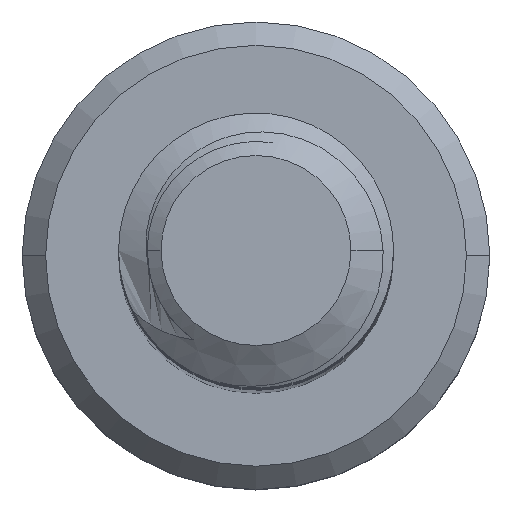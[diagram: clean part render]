
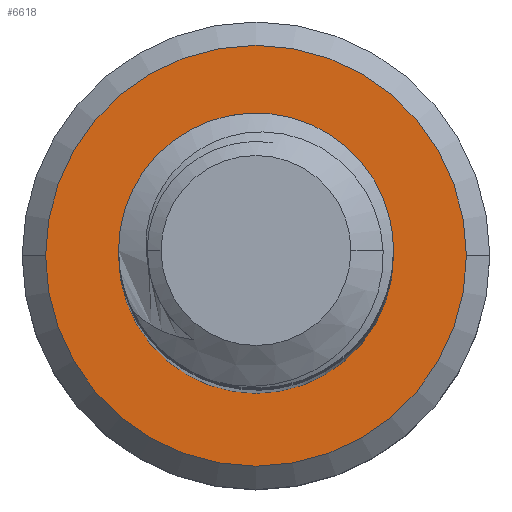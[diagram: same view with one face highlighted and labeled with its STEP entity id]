
A CAD part, top view. The second image highlights one B-rep face of the part: STEP entity #6618.
In plain terms, the highlighted planar face has unit normal (0, 0, 1).
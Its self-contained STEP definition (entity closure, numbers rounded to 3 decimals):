
#102 = AXIS2_PLACEMENT_3D ( 'NONE', #8528, #4171, #9311 ) ;
#331 = CARTESIAN_POINT ( 'NONE',  ( 0., 0., -55. ) ) ;
#510 = VERTEX_POINT ( 'NONE', #2604 ) ;
#1063 = DIRECTION ( 'NONE',  ( -1., 0., 0. ) ) ;
#1078 = EDGE_CURVE ( 'NONE', #6480, #1588, #6129, .T. ) ;
#1588 = VERTEX_POINT ( 'NONE', #6111 ) ;
#1788 = DIRECTION ( 'NONE',  ( 0., 0., 1. ) ) ;
#1797 = FACE_BOUND ( 'NONE', #4059, .T. ) ;
#1884 = DIRECTION ( 'NONE',  ( 0., 0., 1. ) ) ;
#1954 = DIRECTION ( 'NONE',  ( -1., 0., 0. ) ) ;
#2604 = CARTESIAN_POINT ( 'NONE',  ( 3.825, 0., -55. ) ) ;
#2619 = AXIS2_PLACEMENT_3D ( 'NONE', #6138, #1884, #6900 ) ;
#3284 = CARTESIAN_POINT ( 'NONE',  ( 2.5, 0., -55. ) ) ;
#3442 = CIRCLE ( 'NONE', #6675, 3.825 ) ;
#4059 = EDGE_LOOP ( 'NONE', ( #4253, #9412 ) ) ;
#4116 = CIRCLE ( 'NONE', #2619, 2.5 ) ;
#4140 = EDGE_CURVE ( 'NONE', #1588, #6480, #4116, .T. ) ;
#4171 = DIRECTION ( 'NONE',  ( 0., 0., 1. ) ) ;
#4253 = ORIENTED_EDGE ( 'NONE', *, *, #1078, .F. ) ;
#4629 = EDGE_CURVE ( 'NONE', #510, #6419, #5656, .T. ) ;
#4742 = PLANE ( 'NONE',  #4977 ) ;
#4977 = AXIS2_PLACEMENT_3D ( 'NONE', #6934, #6217, #1954 ) ;
#5277 = DIRECTION ( 'NONE',  ( 0., 0., 1. ) ) ;
#5656 = CIRCLE ( 'NONE', #8733, 3.825 ) ;
#6039 = CARTESIAN_POINT ( 'NONE',  ( 0., 0., -55. ) ) ;
#6111 = CARTESIAN_POINT ( 'NONE',  ( -2.5, 0., -55. ) ) ;
#6129 = CIRCLE ( 'NONE', #102, 2.5 ) ;
#6138 = CARTESIAN_POINT ( 'NONE',  ( 0., 0., -55. ) ) ;
#6217 = DIRECTION ( 'NONE',  ( 0., 0., -1. ) ) ;
#6419 = VERTEX_POINT ( 'NONE', #9013 ) ;
#6480 = VERTEX_POINT ( 'NONE', #3284 ) ;
#6618 = ADVANCED_FACE ( 'NONE', ( #7294, #1797 ), #4742, .F. ) ;
#6675 = AXIS2_PLACEMENT_3D ( 'NONE', #6039, #1788, #6809 ) ;
#6809 = DIRECTION ( 'NONE',  ( -1., 0., 0. ) ) ;
#6900 = DIRECTION ( 'NONE',  ( 1., 0., 0. ) ) ;
#6934 = CARTESIAN_POINT ( 'NONE',  ( 0., 0., -55. ) ) ;
#7294 = FACE_OUTER_BOUND ( 'NONE', #8945, .T. ) ;
#7725 = EDGE_CURVE ( 'NONE', #6419, #510, #3442, .T. ) ;
#8168 = ORIENTED_EDGE ( 'NONE', *, *, #7725, .T. ) ;
#8528 = CARTESIAN_POINT ( 'NONE',  ( 0., 0., -55. ) ) ;
#8733 = AXIS2_PLACEMENT_3D ( 'NONE', #331, #5277, #1063 ) ;
#8945 = EDGE_LOOP ( 'NONE', ( #8168, #9222 ) ) ;
#9013 = CARTESIAN_POINT ( 'NONE',  ( -3.825, 0., -55. ) ) ;
#9222 = ORIENTED_EDGE ( 'NONE', *, *, #4629, .T. ) ;
#9311 = DIRECTION ( 'NONE',  ( 1., 0., 0. ) ) ;
#9412 = ORIENTED_EDGE ( 'NONE', *, *, #4140, .F. ) ;
